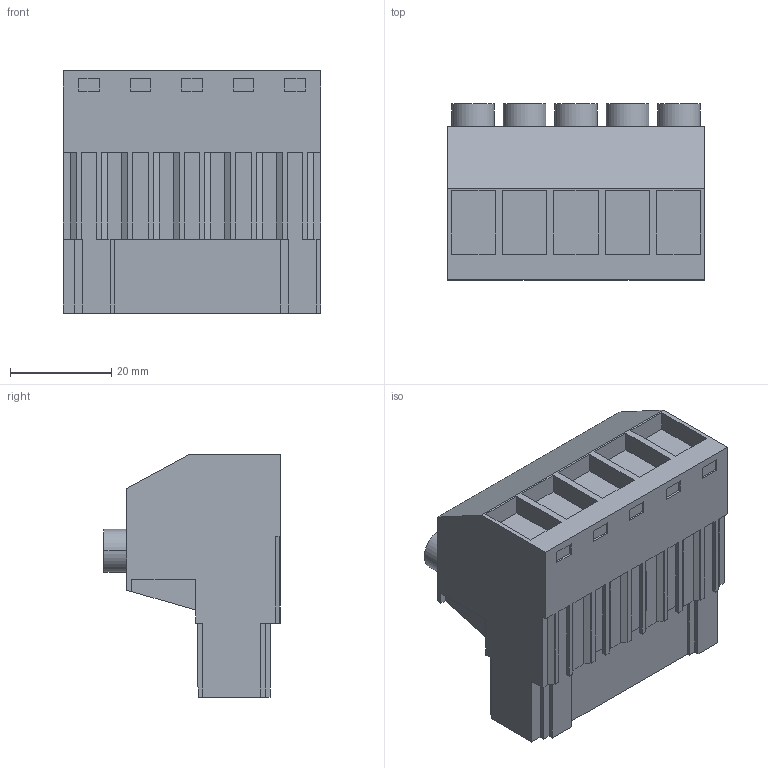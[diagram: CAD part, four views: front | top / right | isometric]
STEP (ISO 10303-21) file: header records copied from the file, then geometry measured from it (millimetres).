
FILE_DESCRIPTION(('CATIA V5 STEP Exchange','CAx-IF Rec.Pracs.--- Model Styling and Organization---1.2---2011-12-15'),'2;1');
FILE_NAME ('D1460090_0_1947510000_1947510000.stp','2016-11-26T11:28:13+00:00',('none'),('Weidmueller'),'CATIA Version 5-6 Release 2014','CATIA V5 STEP AP214','none');
FILE_SCHEMA(('AUTOMOTIVE_DESIGN { 1 0 10303 214 1 1 1 1 }'));
Length unit declared in the file: millimetre
Products named in the file (1): 1947510000_S
Bounding box: 50.8 x 34.8 x 47.8 mm (x, y, z)
Volume: 45576.1 mm3; surface area: 18183.3 mm2
Topology: 11 solids, 11 shells, 495 faces, 1331 edges, 898 vertices
Faces by surface type: plane 465, cylinder 30
Entity records: 14349 total; most frequent: ORIENTED_EDGE 2662, CARTESIAN_POINT 2558, DIRECTION 1969, EDGE_CURVE 1331, VECTOR 1245, LINE 1245, VERTEX_POINT 898, EDGE_LOOP 535
